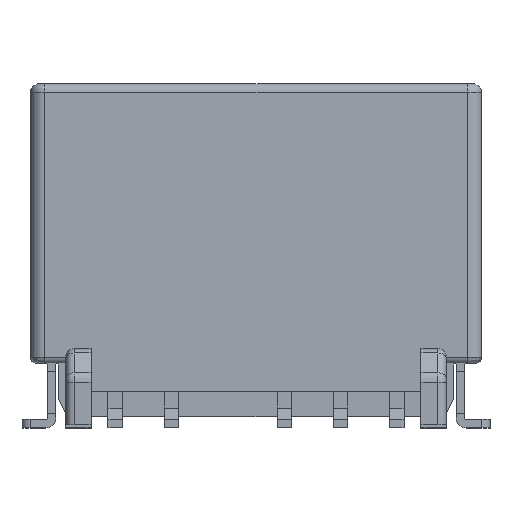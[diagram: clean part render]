
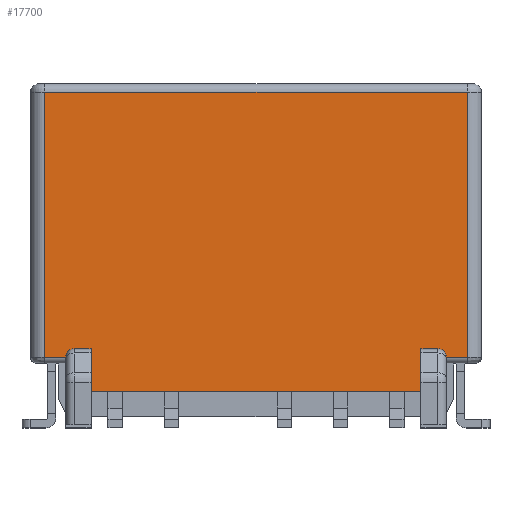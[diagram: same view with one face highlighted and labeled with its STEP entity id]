
A CAD part, top view. The second image highlights one B-rep face of the part: STEP entity #17700.
In plain terms, the highlighted planar face has unit normal (0, 0, 1).
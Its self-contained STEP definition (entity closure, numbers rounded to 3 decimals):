
#213 = ORIENTED_EDGE ( 'NONE', *, *, #2406, .T. ) ;
#231 = DIRECTION ( 'NONE',  ( 0., 1., 0. ) ) ;
#325 = VECTOR ( 'NONE', #7644, 1000. ) ;
#347 = CARTESIAN_POINT ( 'NONE',  ( 7.05, 2.8, 2.7 ) ) ;
#659 = LINE ( 'NONE', #2501, #15593 ) ;
#952 = VERTEX_POINT ( 'NONE', #1297 ) ;
#1297 = CARTESIAN_POINT ( 'NONE',  ( 6.45, 2.8, 2.7 ) ) ;
#1737 = ORIENTED_EDGE ( 'NONE', *, *, #2851, .T. ) ;
#1782 = CARTESIAN_POINT ( 'NONE',  ( 7.05, 2.8, 2.7 ) ) ;
#2044 = PLANE ( 'NONE',  #18275 ) ;
#2336 = LINE ( 'NONE', #2848, #9868 ) ;
#2406 = EDGE_CURVE ( 'NONE', #22235, #9834, #2336, .T. ) ;
#2501 = CARTESIAN_POINT ( 'NONE',  ( -7.5, 2.8, 2.7 ) ) ;
#2848 = CARTESIAN_POINT ( 'NONE',  ( 7.05, 2.5, 2.7 ) ) ;
#2851 = EDGE_CURVE ( 'NONE', #952, #22235, #10109, .T. ) ;
#3385 = CARTESIAN_POINT ( 'NONE',  ( -7.5, 2.5, 2.7 ) ) ;
#3639 = DIRECTION ( 'NONE',  ( 1., 0., 0. ) ) ;
#3764 = VERTEX_POINT ( 'NONE', #4526 ) ;
#4084 = LINE ( 'NONE', #20312, #12744 ) ;
#4163 = VERTEX_POINT ( 'NONE', #16468 ) ;
#4175 = EDGE_CURVE ( 'NONE', #9486, #19071, #22381, .T. ) ;
#4316 = CARTESIAN_POINT ( 'NONE',  ( 6.75, 2.5, 2.7 ) ) ;
#4377 = VECTOR ( 'NONE', #3639, 1000. ) ;
#4526 = CARTESIAN_POINT ( 'NONE',  ( 5.85, 1.3, 2.7 ) ) ;
#4772 = DIRECTION ( 'NONE',  ( 0., -1., 0. ) ) ;
#5257 = CARTESIAN_POINT ( 'NONE',  ( 5.85, 1.3, 2.7 ) ) ;
#5518 = CARTESIAN_POINT ( 'NONE',  ( 7.05, 2.5, 2.7 ) ) ;
#5995 = ORIENTED_EDGE ( 'NONE', *, *, #10019, .F. ) ;
#6315 = FACE_OUTER_BOUND ( 'NONE', #10002, .T. ) ;
#6364 = DIRECTION ( 'NONE',  ( 0., 0., -1. ) ) ;
#6590 = CARTESIAN_POINT ( 'NONE',  ( 7.5, 11.9, 2.7 ) ) ;
#6865 = EDGE_CURVE ( 'NONE', #3764, #4163, #17754, .T. ) ;
#7285 = EDGE_CURVE ( 'NONE', #19095, #21036, #659, .T. ) ;
#7333 = LINE ( 'NONE', #347, #21382 ) ;
#7549 = VERTEX_POINT ( 'NONE', #26188 ) ;
#7644 = DIRECTION ( 'NONE',  ( -1., 0., 0. ) ) ;
#7893 = LINE ( 'NONE', #13749, #4377 ) ;
#8409 = AXIS2_PLACEMENT_3D ( 'NONE', #9334, #13442, #11988 ) ;
#8788 = AXIS2_PLACEMENT_3D ( 'NONE', #24611, #6364, #22605 ) ;
#9334 = CARTESIAN_POINT ( 'NONE',  ( 6.45, 2.5, 2.7 ) ) ;
#9486 = VERTEX_POINT ( 'NONE', #16651 ) ;
#9834 = VERTEX_POINT ( 'NONE', #12383 ) ;
#9868 = VECTOR ( 'NONE', #25223, 1000. ) ;
#9903 = VECTOR ( 'NONE', #23627, 1000. ) ;
#9963 = VECTOR ( 'NONE', #16454, 1000. ) ;
#10002 = EDGE_LOOP ( 'NONE', ( #5995, #14180, #15012, #23906, #1737, #213, #25310, #22174, #19839, #25984, #17208, #11595 ) ) ;
#10019 = EDGE_CURVE ( 'NONE', #4163, #11862, #4084, .T. ) ;
#10109 = CIRCLE ( 'NONE', #8409, 0.3 ) ;
#10150 = CARTESIAN_POINT ( 'NONE',  ( -6.45, 2.8, 2.7 ) ) ;
#10175 = DIRECTION ( 'NONE',  ( 0., 0., 1. ) ) ;
#11595 = ORIENTED_EDGE ( 'NONE', *, *, #21062, .T. ) ;
#11774 = CARTESIAN_POINT ( 'NONE',  ( -7.05, 1.3, 2.7 ) ) ;
#11862 = VERTEX_POINT ( 'NONE', #23117 ) ;
#11988 = DIRECTION ( 'NONE',  ( 0., 1., 0. ) ) ;
#12383 = CARTESIAN_POINT ( 'NONE',  ( 7.5, 2.5, 2.7 ) ) ;
#12744 = VECTOR ( 'NONE', #231, 1000. ) ;
#13442 = DIRECTION ( 'NONE',  ( 0., 0., -1. ) ) ;
#13749 = CARTESIAN_POINT ( 'NONE',  ( 7.05, 2.8, 2.7 ) ) ;
#14159 = DIRECTION ( 'NONE',  ( 0., -1., 0. ) ) ;
#14180 = ORIENTED_EDGE ( 'NONE', *, *, #6865, .F. ) ;
#15012 = ORIENTED_EDGE ( 'NONE', *, *, #22033, .F. ) ;
#15593 = VECTOR ( 'NONE', #4772, 1000. ) ;
#16384 = CARTESIAN_POINT ( 'NONE',  ( 7.05, 11.9, 2.7 ) ) ;
#16454 = DIRECTION ( 'NONE',  ( 0., 1., 0. ) ) ;
#16468 = CARTESIAN_POINT ( 'NONE',  ( -5.85, 1.3, 2.7 ) ) ;
#16651 = CARTESIAN_POINT ( 'NONE',  ( -6.75, 2.5, 2.7 ) ) ;
#16910 = EDGE_CURVE ( 'NONE', #7549, #952, #7333, .T. ) ;
#17208 = ORIENTED_EDGE ( 'NONE', *, *, #4175, .T. ) ;
#17700 = ADVANCED_FACE ( 'NONE', ( #6315 ), #2044, .T. ) ;
#17754 = LINE ( 'NONE', #11774, #325 ) ;
#17981 = LINE ( 'NONE', #16384, #19264 ) ;
#18275 = AXIS2_PLACEMENT_3D ( 'NONE', #1782, #10175, #14159 ) ;
#18401 = CARTESIAN_POINT ( 'NONE',  ( -7.5, 11.9, 2.7 ) ) ;
#18595 = CARTESIAN_POINT ( 'NONE',  ( 7.5, 2.8, 2.7 ) ) ;
#18827 = VERTEX_POINT ( 'NONE', #6590 ) ;
#19071 = VERTEX_POINT ( 'NONE', #10150 ) ;
#19095 = VERTEX_POINT ( 'NONE', #18401 ) ;
#19240 = LINE ( 'NONE', #5257, #25642 ) ;
#19264 = VECTOR ( 'NONE', #20121, 1000. ) ;
#19839 = ORIENTED_EDGE ( 'NONE', *, *, #7285, .T. ) ;
#20121 = DIRECTION ( 'NONE',  ( -1., 0., 0. ) ) ;
#20312 = CARTESIAN_POINT ( 'NONE',  ( -5.85, 1.3, 2.7 ) ) ;
#20966 = EDGE_CURVE ( 'NONE', #21036, #9486, #26142, .T. ) ;
#21036 = VERTEX_POINT ( 'NONE', #3385 ) ;
#21062 = EDGE_CURVE ( 'NONE', #19071, #11862, #7893, .T. ) ;
#21382 = VECTOR ( 'NONE', #25094, 1000. ) ;
#22033 = EDGE_CURVE ( 'NONE', #7549, #3764, #19240, .T. ) ;
#22174 = ORIENTED_EDGE ( 'NONE', *, *, #23435, .T. ) ;
#22235 = VERTEX_POINT ( 'NONE', #4316 ) ;
#22381 = CIRCLE ( 'NONE', #8788, 0.3 ) ;
#22605 = DIRECTION ( 'NONE',  ( 0., 1., 0. ) ) ;
#23117 = CARTESIAN_POINT ( 'NONE',  ( -5.85, 2.8, 2.7 ) ) ;
#23435 = EDGE_CURVE ( 'NONE', #18827, #19095, #17981, .T. ) ;
#23627 = DIRECTION ( 'NONE',  ( 1., 0., 0. ) ) ;
#23906 = ORIENTED_EDGE ( 'NONE', *, *, #16910, .T. ) ;
#24440 = EDGE_CURVE ( 'NONE', #9834, #18827, #24463, .T. ) ;
#24463 = LINE ( 'NONE', #18595, #9963 ) ;
#24611 = CARTESIAN_POINT ( 'NONE',  ( -6.45, 2.5, 2.7 ) ) ;
#25094 = DIRECTION ( 'NONE',  ( 1., 0., 0. ) ) ;
#25223 = DIRECTION ( 'NONE',  ( 1., 0., 0. ) ) ;
#25310 = ORIENTED_EDGE ( 'NONE', *, *, #24440, .T. ) ;
#25614 = DIRECTION ( 'NONE',  ( 0., -1., 0. ) ) ;
#25642 = VECTOR ( 'NONE', #25614, 1000. ) ;
#25984 = ORIENTED_EDGE ( 'NONE', *, *, #20966, .T. ) ;
#26142 = LINE ( 'NONE', #5518, #9903 ) ;
#26188 = CARTESIAN_POINT ( 'NONE',  ( 5.85, 2.8, 2.7 ) ) ;
